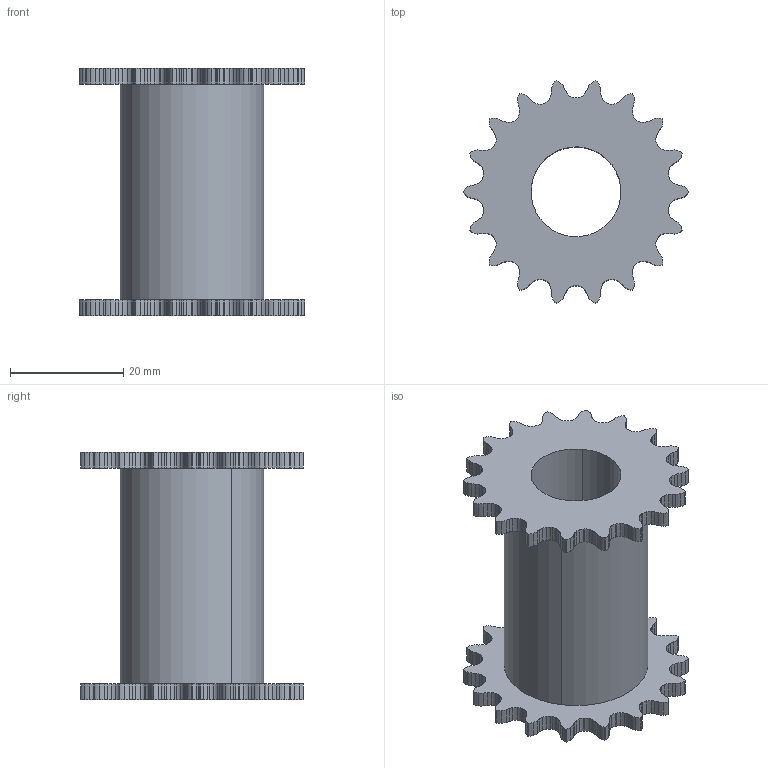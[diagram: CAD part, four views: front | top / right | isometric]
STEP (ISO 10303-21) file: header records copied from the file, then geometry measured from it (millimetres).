
FILE_DESCRIPTION((''),'2;1');
FILE_NAME('spoolsprocket.stp','2001-12-29T10:26:23',('Administrator'),(''),'Autodesk Inventor (tm) 3.0','Autodesk Inventor (tm) 3.0','');
FILE_SCHEMA(('CONFIG_CONTROL_DESIGN'));
Length unit declared in the file: inch
Products named in the file (1): spoolsprocket
Bounding box: 39.87 x 39.29 x 43.69 mm (x, y, z)
Volume: 16290.2 mm3; surface area: 8827.8 mm2
Topology: 1 solids, 1 shells, 512 faces, 1524 edges, 1016 vertices
Faces by surface type: bspline 256, cylinder 218, plane 38
Entity records: 20615 total; most frequent: CARTESIAN_POINT 6873, ORIENTED_EDGE 3048, DIRECTION 2910, EDGE_CURVE 1524, AXIS2_PLACEMENT_3D 1129, VERTEX_POINT 1016, CIRCLE 872, VECTOR 652
